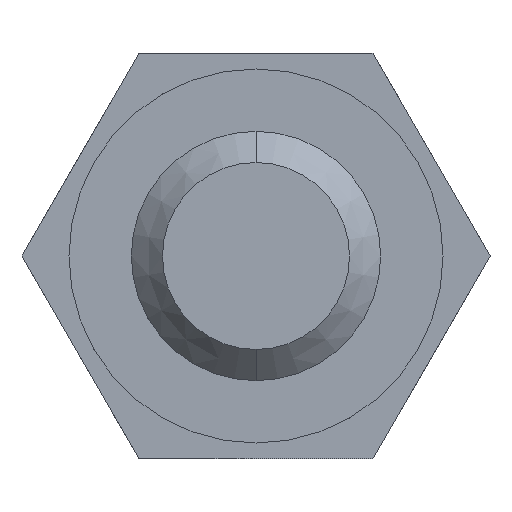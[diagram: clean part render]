
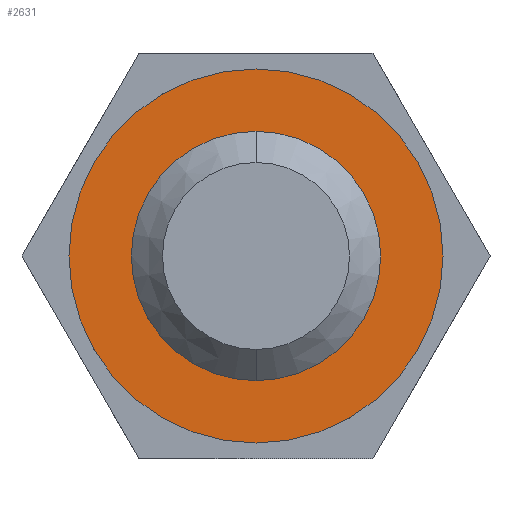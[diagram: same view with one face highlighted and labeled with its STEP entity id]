
A CAD part, front view. The second image highlights one B-rep face of the part: STEP entity #2631.
In plain terms, the highlighted planar face has unit normal (0, -1, 0).
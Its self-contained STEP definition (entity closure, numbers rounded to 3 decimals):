
#12 = AXIS2_PLACEMENT_3D ( 'NONE', #3655, #834, #3015 ) ;
#31 = VERTEX_POINT ( 'NONE', #660 ) ;
#124 = CARTESIAN_POINT ( 'NONE',  ( 0., -0.2, -6. ) ) ;
#326 = AXIS2_PLACEMENT_3D ( 'NONE', #2106, #2097, #2074 ) ;
#353 = CARTESIAN_POINT ( 'NONE',  ( 0., -0.2, 0. ) ) ;
#502 = PLANE ( 'NONE',  #12 ) ;
#660 = CARTESIAN_POINT ( 'NONE',  ( 0., -0.2, 6. ) ) ;
#694 = DIRECTION ( 'NONE',  ( 0., 0., -1. ) ) ;
#834 = DIRECTION ( 'NONE',  ( 0., -1., 0. ) ) ;
#839 = CARTESIAN_POINT ( 'NONE',  ( 0., -0.2, -4. ) ) ;
#1069 = CIRCLE ( 'NONE', #3818, 6. ) ;
#1198 = EDGE_CURVE ( 'NONE', #2987, #4125, #3854, .T. ) ;
#1367 = EDGE_LOOP ( 'NONE', ( #2919, #2881 ) ) ;
#1463 = EDGE_LOOP ( 'NONE', ( #2815, #2765 ) ) ;
#1544 = FACE_BOUND ( 'NONE', #1367, .T. ) ;
#2074 = DIRECTION ( 'NONE',  ( 0., 0., -1. ) ) ;
#2097 = DIRECTION ( 'NONE',  ( 0., -1., 0. ) ) ;
#2100 = EDGE_CURVE ( 'NONE', #31, #3158, #1069, .T. ) ;
#2106 = CARTESIAN_POINT ( 'NONE',  ( 0., -0.2, 0. ) ) ;
#2170 = EDGE_CURVE ( 'NONE', #3158, #31, #3181, .T. ) ;
#2487 = DIRECTION ( 'NONE',  ( 0., 0., -1. ) ) ;
#2497 = DIRECTION ( 'NONE',  ( 0., -1., 0. ) ) ;
#2507 = CARTESIAN_POINT ( 'NONE',  ( 0., -0.2, 0. ) ) ;
#2525 = DIRECTION ( 'NONE',  ( 0., -1., 0. ) ) ;
#2538 = CARTESIAN_POINT ( 'NONE',  ( 0., -0.2, 4. ) ) ;
#2624 = AXIS2_PLACEMENT_3D ( 'NONE', #3152, #3164, #3213 ) ;
#2631 = ADVANCED_FACE ( 'NONE', ( #1544, #3026 ), #502, .T. ) ;
#2765 = ORIENTED_EDGE ( 'NONE', *, *, #2170, .T. ) ;
#2815 = ORIENTED_EDGE ( 'NONE', *, *, #2100, .T. ) ;
#2881 = ORIENTED_EDGE ( 'NONE', *, *, #2955, .F. ) ;
#2919 = ORIENTED_EDGE ( 'NONE', *, *, #1198, .F. ) ;
#2955 = EDGE_CURVE ( 'NONE', #4125, #2987, #3073, .T. ) ;
#2987 = VERTEX_POINT ( 'NONE', #2538 ) ;
#2995 = AXIS2_PLACEMENT_3D ( 'NONE', #353, #2525, #694 ) ;
#3015 = DIRECTION ( 'NONE',  ( 0., 0., -1. ) ) ;
#3026 = FACE_OUTER_BOUND ( 'NONE', #1463, .T. ) ;
#3073 = CIRCLE ( 'NONE', #2995, 4. ) ;
#3152 = CARTESIAN_POINT ( 'NONE',  ( 0., -0.2, 0. ) ) ;
#3158 = VERTEX_POINT ( 'NONE', #124 ) ;
#3164 = DIRECTION ( 'NONE',  ( 0., -1., 0. ) ) ;
#3181 = CIRCLE ( 'NONE', #326, 6. ) ;
#3213 = DIRECTION ( 'NONE',  ( 0., 0., -1. ) ) ;
#3655 = CARTESIAN_POINT ( 'NONE',  ( 0., -0.2, 0. ) ) ;
#3818 = AXIS2_PLACEMENT_3D ( 'NONE', #2507, #2497, #2487 ) ;
#3854 = CIRCLE ( 'NONE', #2624, 4. ) ;
#4125 = VERTEX_POINT ( 'NONE', #839 ) ;
